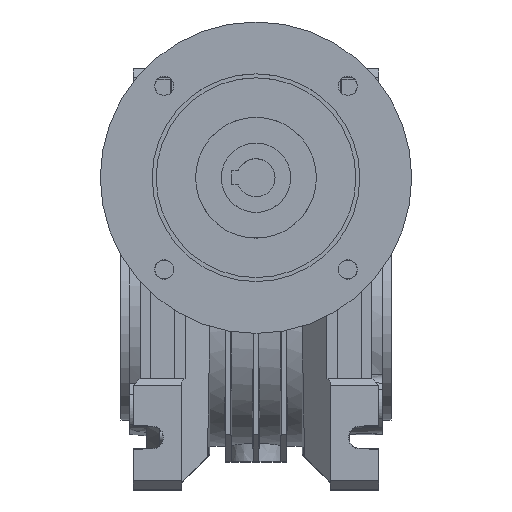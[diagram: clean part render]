
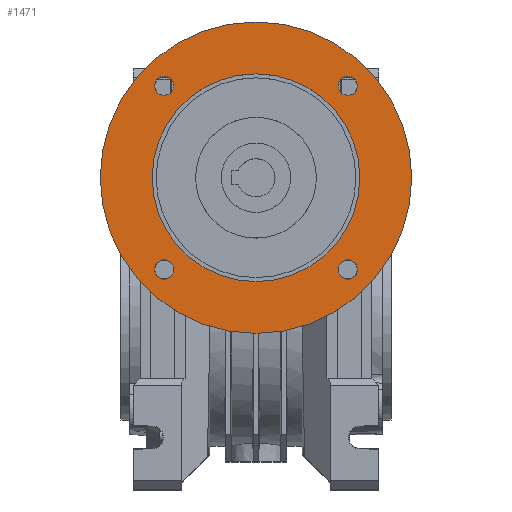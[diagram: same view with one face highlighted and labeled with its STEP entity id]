
A CAD part, top view. The second image highlights one B-rep face of the part: STEP entity #1471.
In plain terms, the highlighted planar face has unit normal (0, 0, 1).
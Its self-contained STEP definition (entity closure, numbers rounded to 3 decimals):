
#1471 = ADVANCED_FACE( 'NONE', ( #3274, #3275, #3276, #3277, #3278, #3279 ), #3280, .T. );
#3274 = FACE_OUTER_BOUND( '', #5566, .T. );
#3275 = FACE_BOUND( '', #5567, .T. );
#3276 = FACE_BOUND( '', #5568, .T. );
#3277 = FACE_BOUND( '', #5569, .T. );
#3278 = FACE_BOUND( '', #5570, .T. );
#3279 = FACE_BOUND( '', #5571, .T. );
#3280 = PLANE( '', #5572 );
#5566 = EDGE_LOOP( '', ( #10240 ) );
#5567 = EDGE_LOOP( '', ( #10241 ) );
#5568 = EDGE_LOOP( '', ( #10242 ) );
#5569 = EDGE_LOOP( '', ( #10243 ) );
#5570 = EDGE_LOOP( '', ( #10244 ) );
#5571 = EDGE_LOOP( '', ( #10245 ) );
#5572 = AXIS2_PLACEMENT_3D( '', #10246, #10247, #10248 );
#10240 = ORIENTED_EDGE( '', *, *, #14392, .T. );
#10241 = ORIENTED_EDGE( '', *, *, #13939, .T. );
#10242 = ORIENTED_EDGE( '', *, *, #14766, .T. );
#10243 = ORIENTED_EDGE( '', *, *, #14767, .T. );
#10244 = ORIENTED_EDGE( '', *, *, #13449, .T. );
#10245 = ORIENTED_EDGE( '', *, *, #12892, .T. );
#10246 = CARTESIAN_POINT( '', ( 0., -47., 16. ) );
#10247 = DIRECTION( '', ( 0., 0., 1. ) );
#10248 = DIRECTION( '', ( -1., 0., 0. ) );
#12892 = EDGE_CURVE( 'NONE', #15437, #15437, #15438, .F. );
#13449 = EDGE_CURVE( 'NONE', #16417, #16417, #16418, .F. );
#13939 = EDGE_CURVE( 'NONE', #17212, #17212, #17213, .F. );
#14392 = EDGE_CURVE( 'NONE', #17898, #17898, #17899, .T. );
#14766 = EDGE_CURVE( 'NONE', #18411, #18411, #18412, .F. );
#14767 = EDGE_CURVE( 'NONE', #18413, #18413, #18414, .F. );
#15437 = VERTEX_POINT( '', #19248 );
#15438 = CIRCLE( '', #19249, 30. );
#16417 = VERTEX_POINT( '', #20742 );
#16418 = CIRCLE( '', #20743, 2.796 );
#17212 = VERTEX_POINT( '', #22633 );
#17213 = CIRCLE( '', #22634, 2.796 );
#17898 = VERTEX_POINT( '', #24130 );
#17899 = CIRCLE( '', #24131, 44.974 );
#18411 = VERTEX_POINT( '', #25147 );
#18412 = CIRCLE( '', #25148, 2.796 );
#18413 = VERTEX_POINT( '', #25149 );
#18414 = CIRCLE( '', #25150, 2.796 );
#19248 = CARTESIAN_POINT( '', ( -30., 0., 16. ) );
#19249 = AXIS2_PLACEMENT_3D( '', #26364, #26365, #26366 );
#20742 = CARTESIAN_POINT( '', ( -29.313, 26.517, 16. ) );
#20743 = AXIS2_PLACEMENT_3D( '', #26976, #26977, #26978 );
#22633 = CARTESIAN_POINT( '', ( -29.313, -26.517, 16. ) );
#22634 = AXIS2_PLACEMENT_3D( '', #27430, #27431, #27432 );
#24130 = CARTESIAN_POINT( '', ( -44.974, 0., 16. ) );
#24131 = AXIS2_PLACEMENT_3D( '', #27974, #27975, #27976 );
#25147 = CARTESIAN_POINT( '', ( 23.72, 26.517, 16. ) );
#25148 = AXIS2_PLACEMENT_3D( '', #28371, #28372, #28373 );
#25149 = CARTESIAN_POINT( '', ( 23.72, -26.517, 16. ) );
#25150 = AXIS2_PLACEMENT_3D( '', #28374, #28375, #28376 );
#26364 = CARTESIAN_POINT( '', ( 0., 0., 16. ) );
#26365 = DIRECTION( '', ( 0., 0., 1. ) );
#26366 = DIRECTION( '', ( -1., 0., 0. ) );
#26976 = CARTESIAN_POINT( '', ( -26.517, 26.517, 16. ) );
#26977 = DIRECTION( '', ( 0., 0., 1. ) );
#26978 = DIRECTION( '', ( -1., 0., 0. ) );
#27430 = CARTESIAN_POINT( '', ( -26.517, -26.517, 16. ) );
#27431 = DIRECTION( '', ( 0., 0., 1. ) );
#27432 = DIRECTION( '', ( -1., 0., 0. ) );
#27974 = CARTESIAN_POINT( '', ( 0., 0., 16. ) );
#27975 = DIRECTION( '', ( 0., 0., 1. ) );
#27976 = DIRECTION( '', ( -1., 0., 0. ) );
#28371 = CARTESIAN_POINT( '', ( 26.517, 26.517, 16. ) );
#28372 = DIRECTION( '', ( 0., 0., 1. ) );
#28373 = DIRECTION( '', ( -1., 0., 0. ) );
#28374 = CARTESIAN_POINT( '', ( 26.517, -26.517, 16. ) );
#28375 = DIRECTION( '', ( 0., 0., 1. ) );
#28376 = DIRECTION( '', ( -1., 0., 0. ) );
